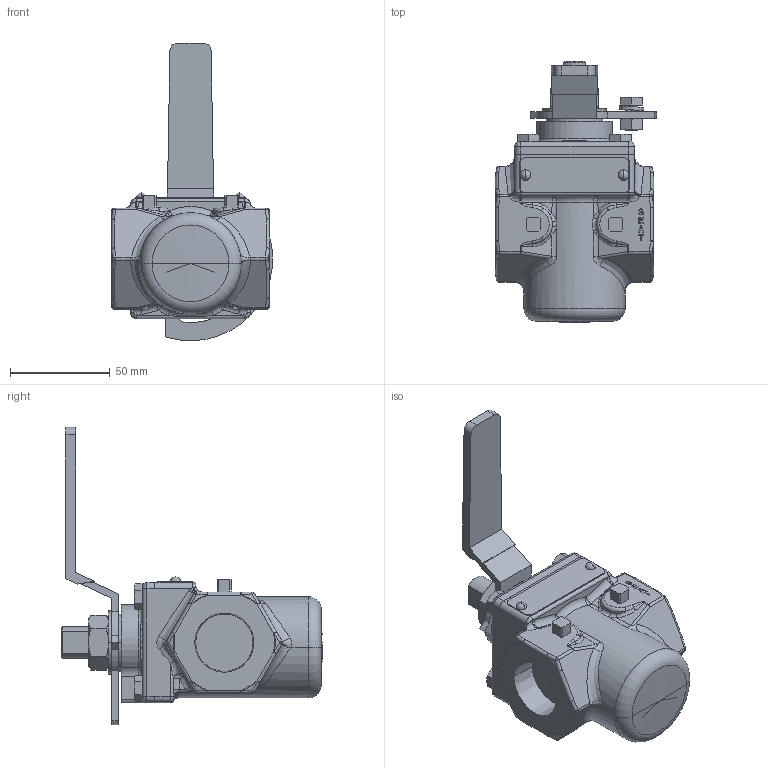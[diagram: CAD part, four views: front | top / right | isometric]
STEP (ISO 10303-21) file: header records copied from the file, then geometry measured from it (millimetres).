
FILE_DESCRIPTION((''),'2;1');
FILE_NAME('5801RTL_SW0001','2023-11-02T09:29:02',('jlesh'),(''),'CREO PARAMETRIC BY PTC INC, 2023072','CREO PARAMETRIC BY PTC INC, 2023072','');
FILE_SCHEMA(('AUTOMOTIVE_DESIGN { 1 0 10303 214 1 1 1 1 }'));
Length unit declared in the file: inch
Products named in the file (1): 5801RTL_SW0001
Bounding box: 80.86 x 131.02 x 149.42 mm (x, y, z)
Volume: 322494.6 mm3; surface area: 47362.5 mm2
Topology: 1 solids, 1 shells, 1449 faces, 3871 edges, 2474 vertices
Faces by surface type: plane 1084, cylinder 110, bspline 106, cone 78, sphere 42, torus 29
Entity records: 54786 total; most frequent: CARTESIAN_POINT 17952, ORIENTED_EDGE 7720, DIRECTION 6654, EDGE_CURVE 3860, VECTOR 3066, LINE 3066, VERTEX_POINT 2474, AXIS2_PLACEMENT_3D 1794
